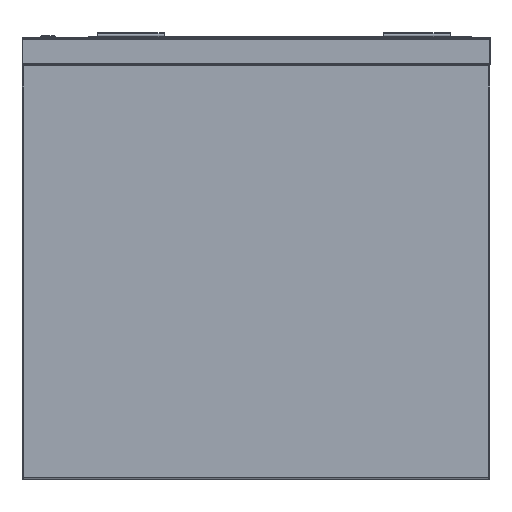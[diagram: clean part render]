
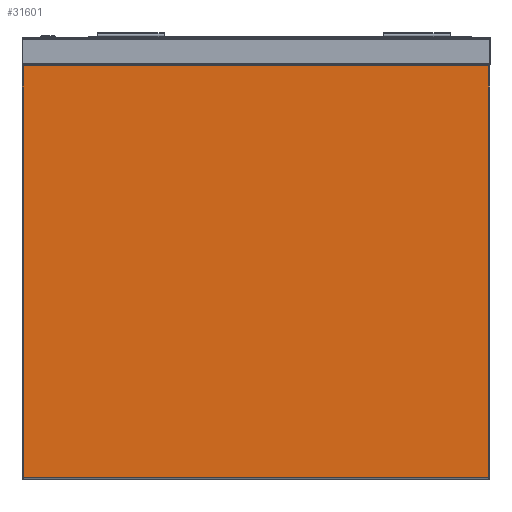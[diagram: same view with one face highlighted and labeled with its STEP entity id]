
A CAD part, left-side view. The second image highlights one B-rep face of the part: STEP entity #31601.
In plain terms, the highlighted planar face has unit normal (-1, 0, 0).
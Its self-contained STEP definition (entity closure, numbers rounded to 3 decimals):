
#968 = VERTEX_POINT ( 'NONE', #15228 ) ;
#1530 = CARTESIAN_POINT ( 'NONE',  ( -750., -348., -42. ) ) ;
#1628 = DIRECTION ( 'NONE',  ( 0., 1., 0. ) ) ;
#2562 = DIRECTION ( 'NONE',  ( 0., -1., 0. ) ) ;
#3131 = VECTOR ( 'NONE', #1628, 1000. ) ;
#4900 = VECTOR ( 'NONE', #32907, 1000. ) ;
#7888 = AXIS2_PLACEMENT_3D ( 'NONE', #9600, #9420, #35047 ) ;
#9420 = DIRECTION ( 'NONE',  ( -1., 0., 0. ) ) ;
#9600 = CARTESIAN_POINT ( 'NONE',  ( -750., -350., -660. ) ) ;
#11932 = CARTESIAN_POINT ( 'NONE',  ( -750., 348., -42. ) ) ;
#12286 = EDGE_CURVE ( 'NONE', #17591, #968, #35726, .T. ) ;
#12361 = PLANE ( 'NONE',  #7888 ) ;
#12534 = EDGE_CURVE ( 'NONE', #20926, #21715, #13011, .T. ) ;
#13011 = LINE ( 'NONE', #21074, #3131 ) ;
#13499 = ORIENTED_EDGE ( 'NONE', *, *, #12286, .T. ) ;
#13764 = EDGE_CURVE ( 'NONE', #968, #20926, #33944, .T. ) ;
#15228 = CARTESIAN_POINT ( 'NONE',  ( -750., -348., -658. ) ) ;
#15657 = FACE_OUTER_BOUND ( 'NONE', #27966, .T. ) ;
#17503 = ORIENTED_EDGE ( 'NONE', *, *, #34416, .T. ) ;
#17591 = VERTEX_POINT ( 'NONE', #36114 ) ;
#18447 = ORIENTED_EDGE ( 'NONE', *, *, #13764, .T. ) ;
#20107 = VECTOR ( 'NONE', #2562, 1000. ) ;
#20736 = DIRECTION ( 'NONE',  ( 0., 0., -1. ) ) ;
#20926 = VERTEX_POINT ( 'NONE', #1530 ) ;
#21074 = CARTESIAN_POINT ( 'NONE',  ( -750., 350., -42. ) ) ;
#21437 = LINE ( 'NONE', #24017, #34366 ) ;
#21715 = VERTEX_POINT ( 'NONE', #11932 ) ;
#24017 = CARTESIAN_POINT ( 'NONE',  ( -750., 348., -660. ) ) ;
#27966 = EDGE_LOOP ( 'NONE', ( #18447, #31578, #17503, #13499 ) ) ;
#31578 = ORIENTED_EDGE ( 'NONE', *, *, #12534, .T. ) ;
#31601 = ADVANCED_FACE ( 'Fl�che7', ( #15657 ), #12361, .T. ) ;
#32907 = DIRECTION ( 'NONE',  ( 0., 0., 1. ) ) ;
#33271 = CARTESIAN_POINT ( 'NONE',  ( -750., -348., -660. ) ) ;
#33944 = LINE ( 'NONE', #33271, #4900 ) ;
#34366 = VECTOR ( 'NONE', #20736, 1000. ) ;
#34416 = EDGE_CURVE ( 'NONE', #21715, #17591, #21437, .T. ) ;
#35047 = DIRECTION ( 'NONE',  ( 0., 0., 1. ) ) ;
#35549 = CARTESIAN_POINT ( 'NONE',  ( -750., -350., -658. ) ) ;
#35726 = LINE ( 'NONE', #35549, #20107 ) ;
#36114 = CARTESIAN_POINT ( 'NONE',  ( -750., 348., -658. ) ) ;
